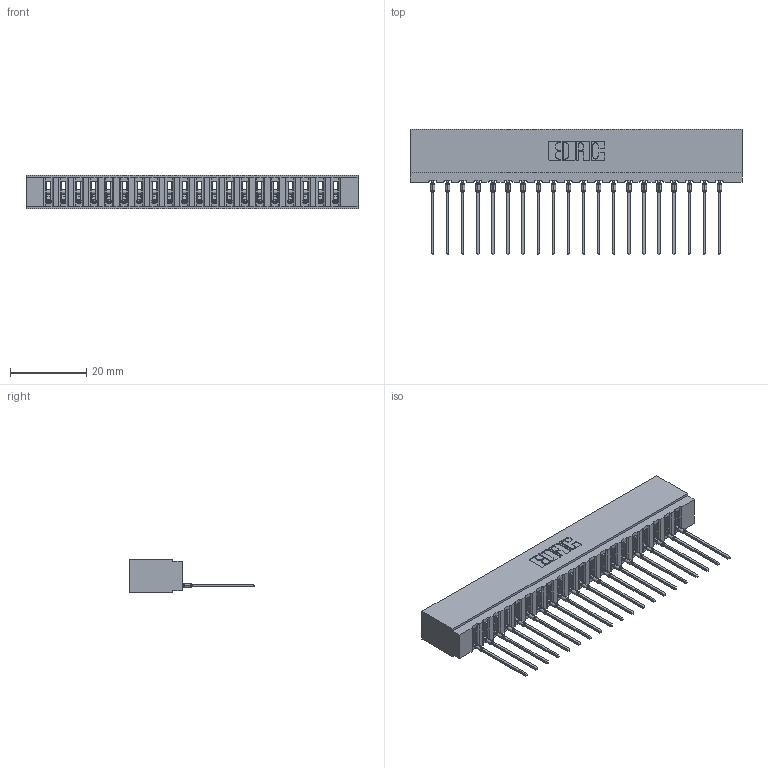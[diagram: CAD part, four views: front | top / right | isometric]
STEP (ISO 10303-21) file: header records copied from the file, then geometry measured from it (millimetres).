
FILE_DESCRIPTION (( 'STEP AP203' ), '1' );
FILE_NAME ('717-020-541-101.STEP', '2026-02-20T20:43:03', ( '' ), ( '' ), 'SwSTEP 2.0', 'SolidWorks 2023', '' );
FILE_SCHEMA (( 'CONFIG_CONTROL_DESIGN' ));
Length unit declared in the file: millimetre
Products named in the file (3): 745-292-001_541; 717-020-541-101; 717 Part_Insulator Option - 06
Assembly tree (21 placements, depth 2):
  717-020-541-101
    717 Part_Insulator Option - 06
    745-292-001_541  x20
Bounding box: 87.12 x 33.01 x 8.89 mm (x, y, z)
Volume: 7542 mm3; surface area: 10775.8 mm2
Topology: 21 solids, 21 shells, 2354 faces, 6471 edges, 4086 vertices
Faces by surface type: plane 1414, cylinder 420, bspline 400, torus 120
Entity records: 36625 total; most frequent: CARTESIAN_POINT 6957, ORIENTED_EDGE 6368, DIRECTION 5540, EDGE_CURVE 3184, LINE 2882, VECTOR 2882, VERTEX_POINT 2034, AXIS2_PLACEMENT_3D 1329
